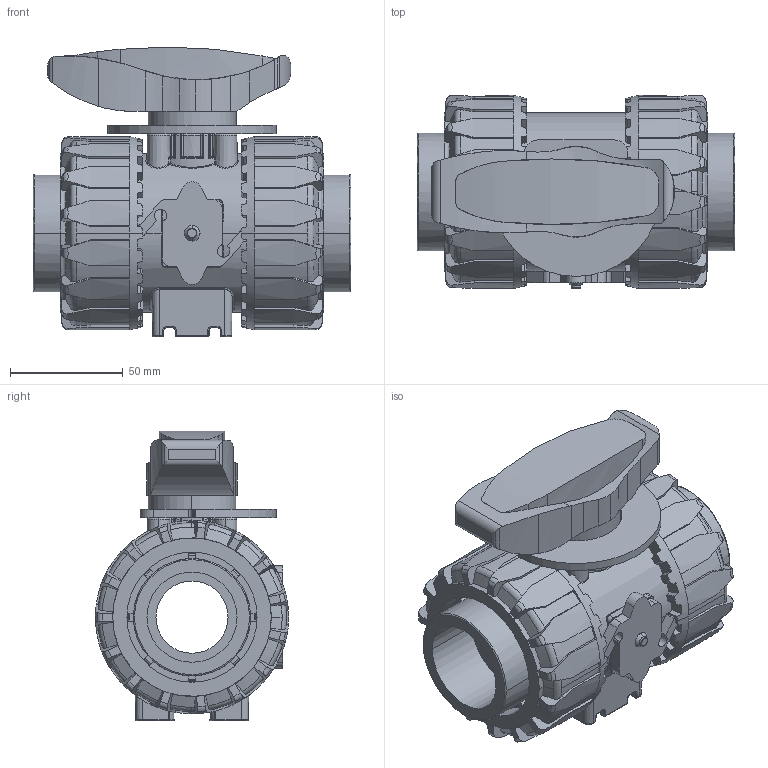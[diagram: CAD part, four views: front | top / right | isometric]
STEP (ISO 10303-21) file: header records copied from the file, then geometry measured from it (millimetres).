
FILE_DESCRIPTION(('STEP AP214'),'1');
FILE_NAME('vkrim040f.stp','2018-03-06T12:51:49',('TraceParts'),('TraceParts S.A.'),'Spatial InterOp 3D',' ',' ');
FILE_SCHEMA(('automotive_design'));
Length unit declared in the file: millimetre
Products named in the file (8): vkrim040f_1; vkrim040f_2; vkrim040f_3; vkrim040f_4; vkrim040f_5; vkrim040f_6; vkrim040f_7; vkrim040f_8
Bounding box: 140.9 x 85.7 x 128.52 mm (x, y, z)
Volume: 607929.7 mm3; surface area: 139716.5 mm2
Topology: 8 solids, 8 shells, 1824 faces, 4878 edges, 3026 vertices
Faces by surface type: cylinder 704, plane 646, bspline 172, torus 130, cone 88, sphere 84
Entity records: 92654 total; most frequent: CARTESIAN_POINT 32704, DIRECTION 9812, ORIENTED_EDGE 9612, EDGE_CURVE 4806, AXIS2_PLACEMENT_3D 3969, VERTEX_POINT 3026, LINE 1874, VECTOR 1874
